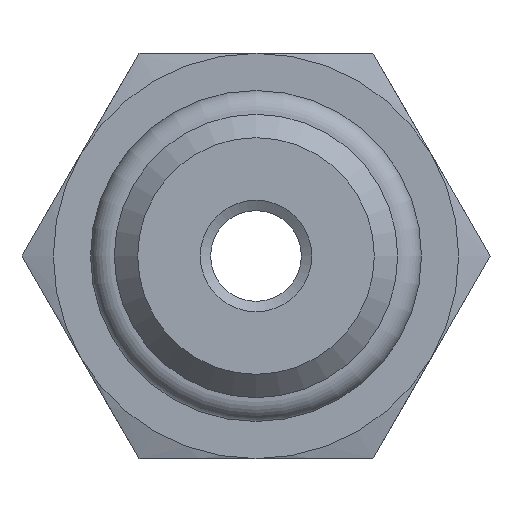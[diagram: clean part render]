
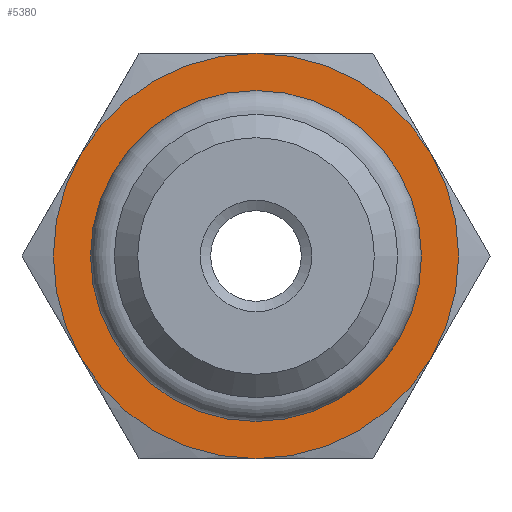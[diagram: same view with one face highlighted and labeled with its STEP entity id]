
A CAD part, left-side view. The second image highlights one B-rep face of the part: STEP entity #5380.
In plain terms, the highlighted face is planar.
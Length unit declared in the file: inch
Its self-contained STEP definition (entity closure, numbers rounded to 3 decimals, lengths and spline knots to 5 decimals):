
#4666=CARTESIAN_POINT('',(0.32,0.,-0.183));
#4667=VERTEX_POINT('',#4666);
#4668=CARTESIAN_POINT('',(0.32,0.,0.));
#4669=DIRECTION('',(1.0,0.0,0.0));
#4670=DIRECTION('',(0.0,0.0,1.0));
#4671=AXIS2_PLACEMENT_3D('',#4668,#4669,#4670);
#4672=CIRCLE('',#4671,0.183);
#4673=EDGE_CURVE('',#4667,#4667,#4672,.T.);
#4987=CARTESIAN_POINT('',(0.32,-0.27063,-0.15625));
#4988=VERTEX_POINT('',#4987);
#5002=CARTESIAN_POINT('',(0.32,0.0,-0.3125));
#5003=VERTEX_POINT('',#5002);
#5017=CARTESIAN_POINT('',(0.32,0.0,0.0));
#5018=DIRECTION('',(1.0,0.0,0.0));
#5019=DIRECTION('',(0.0,1.0,0.0));
#5020=AXIS2_PLACEMENT_3D('',#5017,#5018,#5019);
#5021=CIRCLE('',#5020,0.3125);
#5022=EDGE_CURVE('',#4988,#5003,#5021,.T.);
#5034=CARTESIAN_POINT('',(0.32,-0.27063,0.15625));
#5035=VERTEX_POINT('',#5034);
#5062=CARTESIAN_POINT('',(0.32,0.0,0.0));
#5063=DIRECTION('',(1.0,0.0,0.0));
#5064=DIRECTION('',(0.0,1.0,0.0));
#5065=AXIS2_PLACEMENT_3D('',#5062,#5063,#5064);
#5066=CIRCLE('',#5065,0.3125);
#5067=EDGE_CURVE('',#5035,#4988,#5066,.T.);
#5079=CARTESIAN_POINT('',(0.32,0.,0.3125));
#5080=VERTEX_POINT('',#5079);
#5107=CARTESIAN_POINT('',(0.32,0.0,0.0));
#5108=DIRECTION('',(1.0,0.0,0.0));
#5109=DIRECTION('',(0.0,1.0,0.0));
#5110=AXIS2_PLACEMENT_3D('',#5107,#5108,#5109);
#5111=CIRCLE('',#5110,0.3125);
#5112=EDGE_CURVE('',#5080,#5035,#5111,.T.);
#5137=CARTESIAN_POINT('',(0.32,0.27063,0.15625));
#5138=VERTEX_POINT('',#5137);
#5139=CARTESIAN_POINT('',(0.32,0.0,0.0));
#5140=DIRECTION('',(1.0,0.0,0.0));
#5141=DIRECTION('',(0.0,1.0,0.0));
#5142=AXIS2_PLACEMENT_3D('',#5139,#5140,#5141);
#5143=CIRCLE('',#5142,0.3125);
#5144=EDGE_CURVE('',#5138,#5080,#5143,.T.);
#5182=CARTESIAN_POINT('',(0.32,0.27063,-0.15625));
#5183=VERTEX_POINT('',#5182);
#5184=CARTESIAN_POINT('',(0.32,0.0,0.0));
#5185=DIRECTION('',(1.0,0.0,0.0));
#5186=DIRECTION('',(0.0,1.0,0.0));
#5187=AXIS2_PLACEMENT_3D('',#5184,#5185,#5186);
#5188=CIRCLE('',#5187,0.3125);
#5189=EDGE_CURVE('',#5183,#5138,#5188,.T.);
#5227=CARTESIAN_POINT('',(0.32,0.0,0.0));
#5228=DIRECTION('',(1.0,0.0,0.0));
#5229=DIRECTION('',(0.0,1.0,0.0));
#5230=AXIS2_PLACEMENT_3D('',#5227,#5228,#5229);
#5231=CIRCLE('',#5230,0.3125);
#5232=EDGE_CURVE('',#5003,#5183,#5231,.T.);
#5364=CARTESIAN_POINT('',(0.32,0.,0.));
#5365=DIRECTION('',(1.0,0.0,0.0));
#5366=DIRECTION('',(0.0,0.0,-1.0));
#5367=AXIS2_PLACEMENT_3D('',#5364,#5365,#5366);
#5368=PLANE('',#5367);
#5369=ORIENTED_EDGE('',*,*,#5232,.T.);
#5370=ORIENTED_EDGE('',*,*,#5189,.T.);
#5371=ORIENTED_EDGE('',*,*,#5144,.T.);
#5372=ORIENTED_EDGE('',*,*,#5112,.T.);
#5373=ORIENTED_EDGE('',*,*,#5067,.T.);
#5374=ORIENTED_EDGE('',*,*,#5022,.T.);
#5375=EDGE_LOOP('',(#5369,#5370,#5371,#5372,#5373,#5374));
#5376=FACE_OUTER_BOUND('',#5375,.T.);
#5377=ORIENTED_EDGE('',*,*,#4673,.F.);
#5378=EDGE_LOOP('',(#5377));
#5379=FACE_BOUND('',#5378,.T.);
#5380=ADVANCED_FACE('',(#5376,#5379),#5368,.T.);
